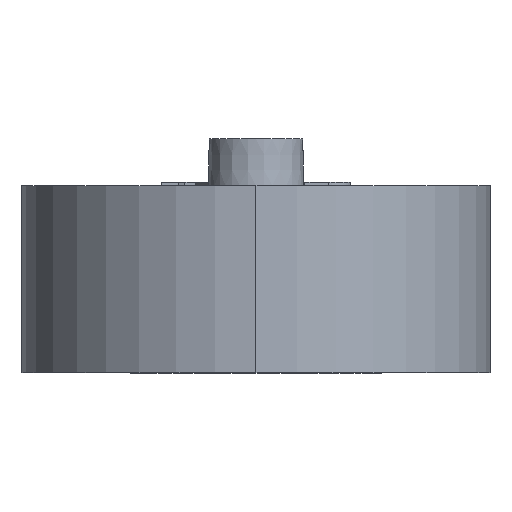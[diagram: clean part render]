
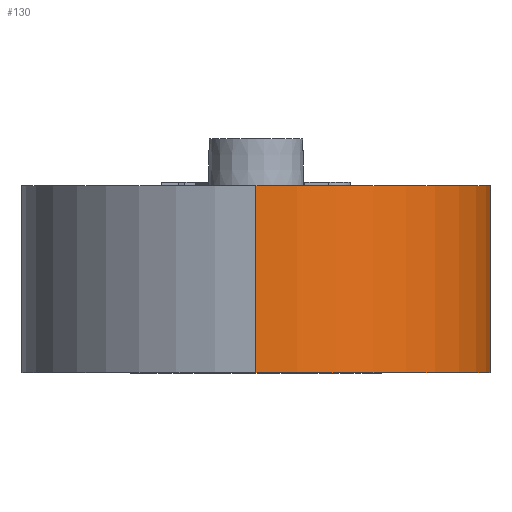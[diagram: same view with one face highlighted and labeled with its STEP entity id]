
A CAD part, left-side view. The second image highlights one B-rep face of the part: STEP entity #130.
In plain terms, the highlighted cylindrical face has radius 12.5 mm (diameter 25 mm), a partial arc.
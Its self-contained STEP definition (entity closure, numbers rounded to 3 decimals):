
#130 = ADVANCED_FACE( '', ( #440 ), #441, .T. );
#440 = FACE_OUTER_BOUND( '', #916, .T. );
#441 = CYLINDRICAL_SURFACE( '', #917, 12.5 );
#916 = EDGE_LOOP( '', ( #1849, #1850, #1851, #1852 ) );
#917 = AXIS2_PLACEMENT_3D( '', #1853, #1854, #1855 );
#1849 = ORIENTED_EDGE( '', *, *, #2974, .T. );
#1850 = ORIENTED_EDGE( '', *, *, #3333, .F. );
#1851 = ORIENTED_EDGE( '', *, *, #3190, .F. );
#1852 = ORIENTED_EDGE( '', *, *, #3332, .T. );
#1853 = CARTESIAN_POINT( '', ( -23.25, 0.003, 0. ) );
#1854 = DIRECTION( '', ( 0., 0., -1. ) );
#1855 = DIRECTION( '', ( -1., 0., 0. ) );
#2974 = EDGE_CURVE( '', #3523, #3521, #3524, .T. );
#3190 = EDGE_CURVE( '', #3915, #3917, #3918, .T. );
#3332 = EDGE_CURVE( '', #3915, #3523, #4179, .T. );
#3333 = EDGE_CURVE( '', #3917, #3521, #4180, .T. );
#3521 = VERTEX_POINT( '', #4427 );
#3523 = VERTEX_POINT( '', #4429 );
#3524 = CIRCLE( '', #4430, 12.5 );
#3915 = VERTEX_POINT( '', #4971 );
#3917 = VERTEX_POINT( '', #4974 );
#3918 = CIRCLE( '', #4975, 12.5 );
#4179 = LINE( '', #5372, #5373 );
#4180 = LINE( '', #5374, #5375 );
#4427 = CARTESIAN_POINT( '', ( -35.75, 0.003, 10. ) );
#4429 = CARTESIAN_POINT( '', ( -23.25, -12.497, 10. ) );
#4430 = AXIS2_PLACEMENT_3D( '', #5754, #5755, #5756 );
#4971 = CARTESIAN_POINT( '', ( -23.25, -12.497, 0. ) );
#4974 = CARTESIAN_POINT( '', ( -35.75, 0.003, 0. ) );
#4975 = AXIS2_PLACEMENT_3D( '', #6100, #6101, #6102 );
#5372 = CARTESIAN_POINT( '', ( -23.25, -12.497, 0. ) );
#5373 = VECTOR( '', #6254, 1000. );
#5374 = CARTESIAN_POINT( '', ( -35.75, 0.003, 0. ) );
#5375 = VECTOR( '', #6255, 1000. );
#5754 = CARTESIAN_POINT( '', ( -23.25, 0.003, 10. ) );
#5755 = DIRECTION( '', ( 0., 0., -1. ) );
#5756 = DIRECTION( '', ( 0., 1., 0. ) );
#6100 = CARTESIAN_POINT( '', ( -23.25, 0.003, 0. ) );
#6101 = DIRECTION( '', ( 0., 0., -1. ) );
#6102 = DIRECTION( '', ( 0., 1., 0. ) );
#6254 = DIRECTION( '', ( 0., 0., 1. ) );
#6255 = DIRECTION( '', ( 0., 0., 1. ) );
